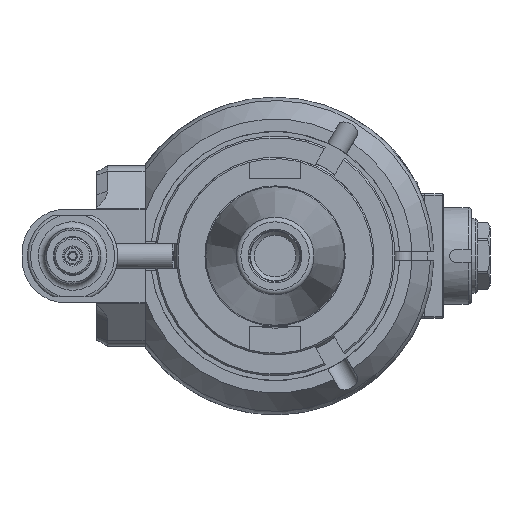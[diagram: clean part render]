
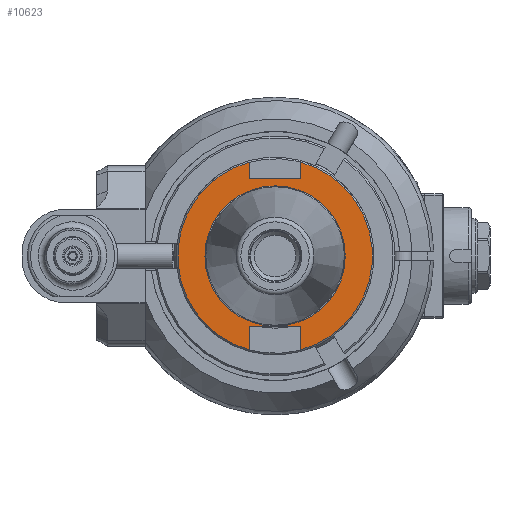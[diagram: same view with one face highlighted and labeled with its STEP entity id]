
A CAD part, left-side view. The second image highlights one B-rep face of the part: STEP entity #10623.
In plain terms, the highlighted planar face has unit normal (-1, 0, 0).
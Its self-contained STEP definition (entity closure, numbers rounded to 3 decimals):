
#478=FACE_BOUND('',#2257,.T.);
#916=CIRCLE('',#11763,31.25);
#917=CIRCLE('',#11765,31.25);
#918=CIRCLE('',#11766,22.525);
#1540=FACE_OUTER_BOUND('',#2256,.T.);
#2256=EDGE_LOOP('',(#9579,#9580,#9581,#9582,#9583,#9584,#9585,#9586));
#2257=EDGE_LOOP('',(#9587));
#2972=LINE('',#48736,#3689);
#2977=LINE('',#48768,#3694);
#2984=LINE('',#48832,#3701);
#2987=LINE('',#48867,#3704);
#2988=LINE('',#48871,#3705);
#2989=LINE('',#48872,#3706);
#3689=VECTOR('',#14585,16.383);
#3694=VECTOR('',#14592,7.551);
#3701=VECTOR('',#14611,5.138);
#3704=VECTOR('',#14632,7.551);
#3705=VECTOR('',#14635,5.138);
#3706=VECTOR('',#14636,16.383);
#5024=VERTEX_POINT('',#48733);
#5025=VERTEX_POINT('',#48735);
#5031=VERTEX_POINT('',#48767);
#5041=VERTEX_POINT('',#48820);
#5042=VERTEX_POINT('',#48831);
#5045=VERTEX_POINT('',#48866);
#5046=VERTEX_POINT('',#48868);
#5047=VERTEX_POINT('',#48870);
#5048=VERTEX_POINT('',#48873);
#6537=EDGE_CURVE('',#5024,#5025,#2972,.T.);
#6544=EDGE_CURVE('',#5025,#5031,#2977,.T.);
#6558=EDGE_CURVE('',#5041,#5042,#2984,.T.);
#6566=EDGE_CURVE('',#5041,#5031,#916,.T.);
#6567=EDGE_CURVE('',#5045,#5024,#2987,.T.);
#6568=EDGE_CURVE('',#5045,#5046,#917,.T.);
#6569=EDGE_CURVE('',#5047,#5046,#2988,.T.);
#6570=EDGE_CURVE('',#5042,#5047,#2989,.T.);
#6571=EDGE_CURVE('',#5048,#5048,#918,.T.);
#9579=ORIENTED_EDGE('',*,*,#6566,.T.);
#9580=ORIENTED_EDGE('',*,*,#6544,.F.);
#9581=ORIENTED_EDGE('',*,*,#6537,.F.);
#9582=ORIENTED_EDGE('',*,*,#6567,.F.);
#9583=ORIENTED_EDGE('',*,*,#6568,.T.);
#9584=ORIENTED_EDGE('',*,*,#6569,.F.);
#9585=ORIENTED_EDGE('',*,*,#6570,.F.);
#9586=ORIENTED_EDGE('',*,*,#6558,.F.);
#9587=ORIENTED_EDGE('',*,*,#6571,.T.);
#10024=PLANE('',#11764);
#10623=ADVANCED_FACE('',(#1540,#478),#10024,.T.);
#11763=AXIS2_PLACEMENT_3D('',#48864,#14628,#14629);
#11764=AXIS2_PLACEMENT_3D('',#48865,#14630,#14631);
#11765=AXIS2_PLACEMENT_3D('',#48869,#14633,#14634);
#11766=AXIS2_PLACEMENT_3D('',#48874,#14637,#14638);
#14585=DIRECTION('',(0.,1.,0.));
#14592=DIRECTION('',(0.,0.,-1.));
#14611=DIRECTION('',(0.,0.,-1.));
#14628=DIRECTION('center_axis',(-1.,0.,0.));
#14629=DIRECTION('ref_axis',(0.,0.262,0.965));
#14630=DIRECTION('center_axis',(-1.,0.,0.));
#14631=DIRECTION('ref_axis',(0.,0.,-1.));
#14632=DIRECTION('',(0.,0.,1.));
#14633=DIRECTION('center_axis',(-1.,0.,0.));
#14634=DIRECTION('ref_axis',(0.,-0.262,-0.965));
#14635=DIRECTION('',(0.,0.,1.));
#14636=DIRECTION('',(0.,-1.,0.));
#14637=DIRECTION('center_axis',(1.,0.,0.));
#14638=DIRECTION('ref_axis',(0.,0.,1.));
#48733=CARTESIAN_POINT('',(-82.825,-8.192,-22.606));
#48735=CARTESIAN_POINT('',(-82.825,8.192,-22.606));
#48736=CARTESIAN_POINT('',(-82.825,-8.192,-22.606));
#48767=CARTESIAN_POINT('',(-82.825,8.192,-30.157));
#48768=CARTESIAN_POINT('',(-82.825,8.192,-22.606));
#48820=CARTESIAN_POINT('',(-82.825,8.192,30.157));
#48831=CARTESIAN_POINT('',(-82.825,8.192,25.019));
#48832=CARTESIAN_POINT('',(-82.825,8.192,30.157));
#48864=CARTESIAN_POINT('Origin',(-82.825,0.,0.));
#48865=CARTESIAN_POINT('Origin',(-82.825,0.,-22.468));
#48866=CARTESIAN_POINT('',(-82.825,-8.192,-30.157));
#48867=CARTESIAN_POINT('',(-82.825,-8.192,-30.157));
#48868=CARTESIAN_POINT('',(-82.825,-8.192,30.157));
#48869=CARTESIAN_POINT('Origin',(-82.825,0.,0.));
#48870=CARTESIAN_POINT('',(-82.825,-8.192,25.019));
#48871=CARTESIAN_POINT('',(-82.825,-8.192,25.019));
#48872=CARTESIAN_POINT('',(-82.825,8.192,25.019));
#48873=CARTESIAN_POINT('',(-82.825,0.,-22.525));
#48874=CARTESIAN_POINT('Origin',(-82.825,0.,0.));
